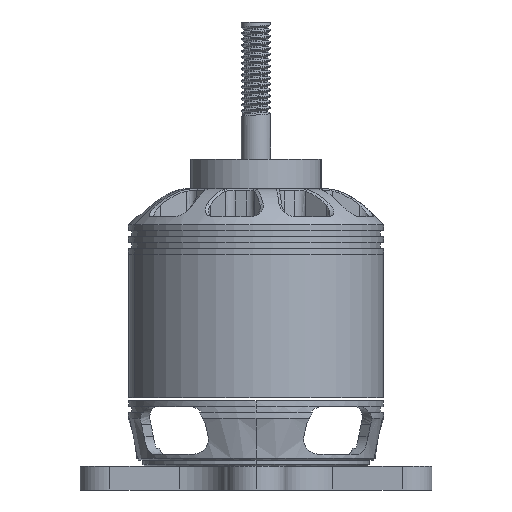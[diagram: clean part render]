
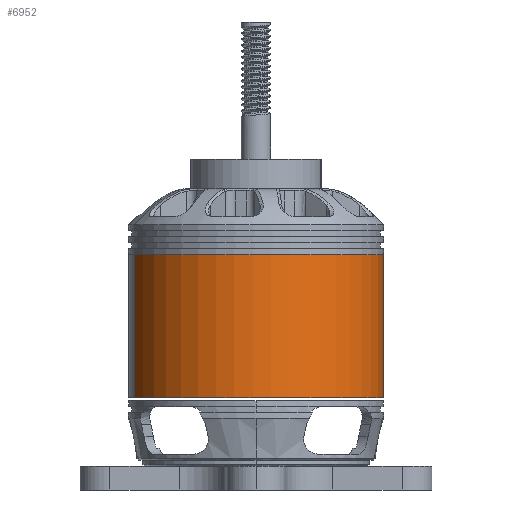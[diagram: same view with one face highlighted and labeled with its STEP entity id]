
A CAD part, left-side view. The second image highlights one B-rep face of the part: STEP entity #6952.
In plain terms, the highlighted free-form (B-spline) face has degree [2, 1] with [5, 2] control points.
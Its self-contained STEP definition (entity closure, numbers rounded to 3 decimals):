
#6881 = VERTEX_POINT('',#6882);
#6882 = CARTESIAN_POINT('',(7.507,-22.887,
    17.446));
#6883 = VERTEX_POINT('',#6884);
#6884 = CARTESIAN_POINT('',(-7.507,22.887,
    17.446));
#6892 = EDGE_CURVE('',#6883,#6893,#6895,.T.);
#6893 = VERTEX_POINT('',#6894);
#6894 = CARTESIAN_POINT('',(-7.507,22.887,
    44.459));
#6895 = B_SPLINE_CURVE_WITH_KNOTS('',1,(#6896,#6897),.UNSPECIFIED.,.F.,
  .F.,(2,2),(-35.,-11.),.PIECEWISE_BEZIER_KNOTS.);
#6896 = CARTESIAN_POINT('',(-7.507,22.887,
    17.446));
#6897 = CARTESIAN_POINT('',(-7.507,22.887,
    44.459));
#6900 = VERTEX_POINT('',#6901);
#6901 = CARTESIAN_POINT('',(7.507,-22.887,
    44.459));
#6909 = EDGE_CURVE('',#6881,#6900,#6910,.T.);
#6910 = B_SPLINE_CURVE_WITH_KNOTS('',1,(#6911,#6912),.UNSPECIFIED.,.F.,
  .F.,(2,2),(-35.,-11.),.PIECEWISE_BEZIER_KNOTS.);
#6911 = CARTESIAN_POINT('',(7.507,-22.887,
    17.446));
#6912 = CARTESIAN_POINT('',(7.507,-22.887,
    44.459));
#6929 = EDGE_CURVE('',#6893,#6900,#6930,.T.);
#6930 = ( BOUNDED_CURVE() B_SPLINE_CURVE(2,(#6931,#6932,#6933,#6934,
#6935),.UNSPECIFIED.,.F.,.F.) B_SPLINE_CURVE_WITH_KNOTS((3,2,3),(0.,
1.571,3.142),.PIECEWISE_BEZIER_KNOTS.) CURVE() 
GEOMETRIC_REPRESENTATION_ITEM() RATIONAL_B_SPLINE_CURVE((1.,
0.707,1.,0.707,1.)) REPRESENTATION_ITEM('') );
#6931 = CARTESIAN_POINT('',(-7.507,22.887,
    44.459));
#6932 = CARTESIAN_POINT('',(-30.393,15.38,
    44.459));
#6933 = CARTESIAN_POINT('',(-22.887,-7.507,
    44.459));
#6934 = CARTESIAN_POINT('',(-15.38,-30.393,
    44.459));
#6935 = CARTESIAN_POINT('',(7.507,-22.887,
    44.459));
#6952 = ADVANCED_FACE('',(#6953),#6966,.T.);
#6953 = FACE_BOUND('',#6954,.T.);
#6954 = EDGE_LOOP('',(#6955,#6956,#6964,#6965));
#6955 = ORIENTED_EDGE('',*,*,#6892,.F.);
#6956 = ORIENTED_EDGE('',*,*,#6957,.T.);
#6957 = EDGE_CURVE('',#6883,#6881,#6958,.T.);
#6958 = ( BOUNDED_CURVE() B_SPLINE_CURVE(2,(#6959,#6960,#6961,#6962,
#6963),.UNSPECIFIED.,.F.,.F.) B_SPLINE_CURVE_WITH_KNOTS((3,2,3),(
    3.142,4.712,6.283),
.PIECEWISE_BEZIER_KNOTS.) CURVE() GEOMETRIC_REPRESENTATION_ITEM() 
RATIONAL_B_SPLINE_CURVE((1.,0.707,1.,0.707,1.)) 
REPRESENTATION_ITEM('') );
#6959 = CARTESIAN_POINT('',(-7.507,22.887,
    17.446));
#6960 = CARTESIAN_POINT('',(-30.393,15.38,
    17.446));
#6961 = CARTESIAN_POINT('',(-22.887,-7.507,
    17.446));
#6962 = CARTESIAN_POINT('',(-15.38,-30.393,
    17.446));
#6963 = CARTESIAN_POINT('',(7.507,-22.887,
    17.446));
#6964 = ORIENTED_EDGE('',*,*,#6909,.T.);
#6965 = ORIENTED_EDGE('',*,*,#6929,.F.);
#6966 = ( BOUNDED_SURFACE() B_SPLINE_SURFACE(2,1,(
    (#6967,#6968)
    ,(#6969,#6970)
    ,(#6971,#6972)
    ,(#6973,#6974)
    ,(#6975,#6976
)),.UNSPECIFIED.,.F.,.F.,.F.) B_SPLINE_SURFACE_WITH_KNOTS((3,2,3),(2,2),
  (3.142,4.712,6.283),(-35.,-11.),
.PIECEWISE_BEZIER_KNOTS.) GEOMETRIC_REPRESENTATION_ITEM() 
RATIONAL_B_SPLINE_SURFACE((
    (1.,1.)
    ,(0.707,0.707)
    ,(1.,1.)
    ,(0.707,0.707)
,(1.,1.))) REPRESENTATION_ITEM('') SURFACE() );
#6967 = CARTESIAN_POINT('',(-7.507,22.887,
    17.446));
#6968 = CARTESIAN_POINT('',(-7.507,22.887,
    44.459));
#6969 = CARTESIAN_POINT('',(-30.393,15.38,
    17.446));
#6970 = CARTESIAN_POINT('',(-30.393,15.38,
    44.459));
#6971 = CARTESIAN_POINT('',(-22.887,-7.507,
    17.446));
#6972 = CARTESIAN_POINT('',(-22.887,-7.507,
    44.459));
#6973 = CARTESIAN_POINT('',(-15.38,-30.393,
    17.446));
#6974 = CARTESIAN_POINT('',(-15.38,-30.393,
    44.459));
#6975 = CARTESIAN_POINT('',(7.507,-22.887,
    17.446));
#6976 = CARTESIAN_POINT('',(7.507,-22.887,
    44.459));
